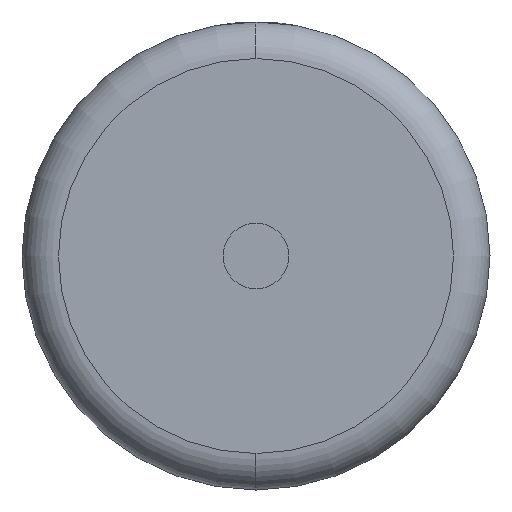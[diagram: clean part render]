
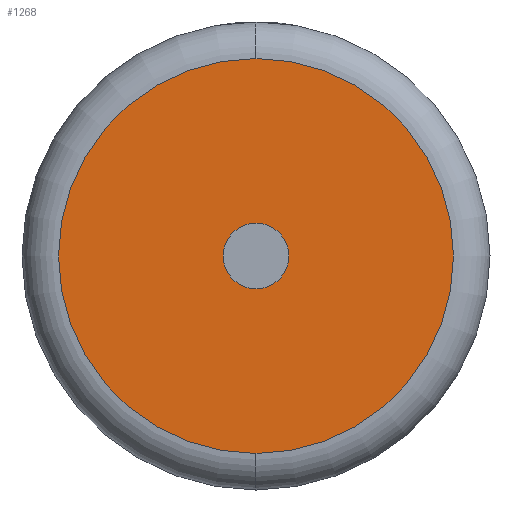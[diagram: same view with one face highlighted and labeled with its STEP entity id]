
A CAD part, left-side view. The second image highlights one B-rep face of the part: STEP entity #1268.
In plain terms, the highlighted planar face has unit normal (-1, 0, 0).
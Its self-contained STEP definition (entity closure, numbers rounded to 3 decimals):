
#44 = CIRCLE ( 'NONE', #3691, 6. ) ;
#53 = FACE_BOUND ( 'NONE', #3327, .T. ) ;
#180 = DIRECTION ( 'NONE',  ( 1., 0., 0. ) ) ;
#386 = ORIENTED_EDGE ( 'NONE', *, *, #2664, .F. ) ;
#552 = CARTESIAN_POINT ( 'NONE',  ( 0., 0., 6. ) ) ;
#565 = EDGE_CURVE ( 'NONE', #3851, #2839, #1092, .T. ) ;
#594 = CARTESIAN_POINT ( 'NONE',  ( 0., 0., 0. ) ) ;
#823 = CARTESIAN_POINT ( 'NONE',  ( 0., 0., -6. ) ) ;
#831 = ORIENTED_EDGE ( 'NONE', *, *, #2459, .T. ) ;
#1050 = ORIENTED_EDGE ( 'NONE', *, *, #3372, .F. ) ;
#1071 = CARTESIAN_POINT ( 'NONE',  ( 0., 0., 0. ) ) ;
#1092 = CIRCLE ( 'NONE', #2209, 36.074 ) ;
#1130 = DIRECTION ( 'NONE',  ( 0., 0., -1. ) ) ;
#1268 = ADVANCED_FACE ( 'NONE', ( #2690, #53 ), #3551, .F. ) ;
#1296 = VERTEX_POINT ( 'NONE', #823 ) ;
#1328 = DIRECTION ( 'NONE',  ( 0., 0., -1. ) ) ;
#1553 = AXIS2_PLACEMENT_3D ( 'NONE', #1071, #2947, #1130 ) ;
#1572 = CIRCLE ( 'NONE', #1553, 36.074 ) ;
#1590 = EDGE_LOOP ( 'NONE', ( #3065, #831 ) ) ;
#1944 = CARTESIAN_POINT ( 'NONE',  ( 0., 0., 0. ) ) ;
#1970 = DIRECTION ( 'NONE',  ( -1., 0., 0. ) ) ;
#2033 = CARTESIAN_POINT ( 'NONE',  ( 0., 0., 0. ) ) ;
#2072 = CARTESIAN_POINT ( 'NONE',  ( 0., 0., -36.074 ) ) ;
#2209 = AXIS2_PLACEMENT_3D ( 'NONE', #1944, #1970, #1328 ) ;
#2459 = EDGE_CURVE ( 'NONE', #2839, #3851, #1572, .T. ) ;
#2589 = CARTESIAN_POINT ( 'NONE',  ( 0., 0., 36.074 ) ) ;
#2617 = DIRECTION ( 'NONE',  ( 0., 0., -1. ) ) ;
#2664 = EDGE_CURVE ( 'NONE', #1296, #3514, #44, .T. ) ;
#2672 = DIRECTION ( 'NONE',  ( 0., 0., -1. ) ) ;
#2675 = CIRCLE ( 'NONE', #3610, 6. ) ;
#2690 = FACE_OUTER_BOUND ( 'NONE', #1590, .T. ) ;
#2763 = AXIS2_PLACEMENT_3D ( 'NONE', #2033, #180, #2617 ) ;
#2839 = VERTEX_POINT ( 'NONE', #2589 ) ;
#2947 = DIRECTION ( 'NONE',  ( -1., 0., 0. ) ) ;
#3062 = DIRECTION ( 'NONE',  ( -1., 0., 0. ) ) ;
#3065 = ORIENTED_EDGE ( 'NONE', *, *, #565, .T. ) ;
#3078 = DIRECTION ( 'NONE',  ( 0., 0., -1. ) ) ;
#3327 = EDGE_LOOP ( 'NONE', ( #386, #1050 ) ) ;
#3372 = EDGE_CURVE ( 'NONE', #3514, #1296, #2675, .T. ) ;
#3514 = VERTEX_POINT ( 'NONE', #552 ) ;
#3551 = PLANE ( 'NONE',  #2763 ) ;
#3586 = CARTESIAN_POINT ( 'NONE',  ( 0., 0., 0. ) ) ;
#3610 = AXIS2_PLACEMENT_3D ( 'NONE', #3586, #3887, #2672 ) ;
#3691 = AXIS2_PLACEMENT_3D ( 'NONE', #594, #3062, #3078 ) ;
#3851 = VERTEX_POINT ( 'NONE', #2072 ) ;
#3887 = DIRECTION ( 'NONE',  ( -1., 0., 0. ) ) ;
